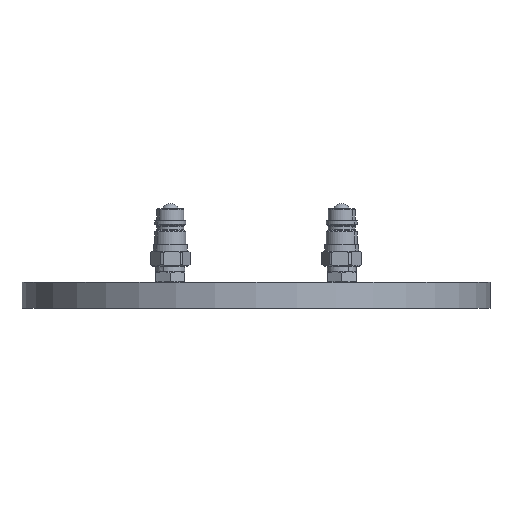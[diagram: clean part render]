
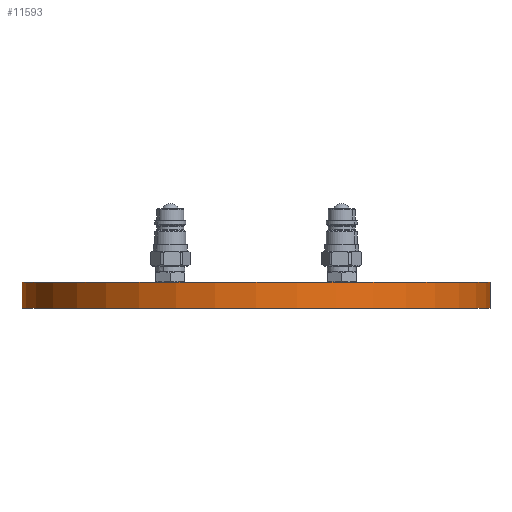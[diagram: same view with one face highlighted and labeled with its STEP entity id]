
A CAD part, front view. The second image highlights one B-rep face of the part: STEP entity #11593.
In plain terms, the highlighted cylindrical face has radius 177.5 mm (diameter 355 mm), a partial arc.
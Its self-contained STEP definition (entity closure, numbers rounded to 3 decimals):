
#45 = CARTESIAN_POINT ( 'NONE',  ( -177.5, 0., 0. ) ) ;
#382 = EDGE_CURVE ( 'NONE', #1581, #694, #6895, .T. ) ;
#489 = ORIENTED_EDGE ( 'NONE', *, *, #3599, .T. ) ;
#551 = EDGE_CURVE ( 'NONE', #694, #11947, #12501, .T. ) ;
#694 = VERTEX_POINT ( 'NONE', #45 ) ;
#1452 = VERTEX_POINT ( 'NONE', #8293 ) ;
#1581 = VERTEX_POINT ( 'NONE', #7333 ) ;
#1982 = EDGE_CURVE ( 'NONE', #1452, #11947, #2776, .T. ) ;
#2060 = CARTESIAN_POINT ( 'NONE',  ( 0., 0., -20. ) ) ;
#2227 = CARTESIAN_POINT ( 'NONE',  ( 177.5, 0., 0. ) ) ;
#2231 = AXIS2_PLACEMENT_3D ( 'NONE', #2060, #10022, #10978 ) ;
#2776 = LINE ( 'NONE', #12714, #11661 ) ;
#3232 = FACE_OUTER_BOUND ( 'NONE', #9073, .T. ) ;
#3599 = EDGE_CURVE ( 'NONE', #1581, #1452, #7738, .T. ) ;
#3648 = DIRECTION ( 'NONE',  ( 1., 0., 0. ) ) ;
#3793 = ORIENTED_EDGE ( 'NONE', *, *, #551, .F. ) ;
#4421 = AXIS2_PLACEMENT_3D ( 'NONE', #5139, #5211, #8615 ) ;
#5139 = CARTESIAN_POINT ( 'NONE',  ( 0., 0., 0. ) ) ;
#5211 = DIRECTION ( 'NONE',  ( 0., 0., 1. ) ) ;
#6895 = LINE ( 'NONE', #11373, #9490 ) ;
#7201 = DIRECTION ( 'NONE',  ( 0., 0., 1. ) ) ;
#7237 = ORIENTED_EDGE ( 'NONE', *, *, #1982, .T. ) ;
#7333 = CARTESIAN_POINT ( 'NONE',  ( -177.5, 0., -20. ) ) ;
#7738 = CIRCLE ( 'NONE', #9594, 177.5 ) ;
#8293 = CARTESIAN_POINT ( 'NONE',  ( 177.5, 0., -20. ) ) ;
#8615 = DIRECTION ( 'NONE',  ( 1., 0., 0. ) ) ;
#9073 = EDGE_LOOP ( 'NONE', ( #11439, #489, #7237, #3793 ) ) ;
#9490 = VECTOR ( 'NONE', #10144, 1000. ) ;
#9594 = AXIS2_PLACEMENT_3D ( 'NONE', #12553, #7201, #3648 ) ;
#10022 = DIRECTION ( 'NONE',  ( 0., 0., 1. ) ) ;
#10144 = DIRECTION ( 'NONE',  ( 0., 0., 1. ) ) ;
#10913 = CYLINDRICAL_SURFACE ( 'NONE', #2231, 177.5 ) ;
#10978 = DIRECTION ( 'NONE',  ( 1., 0., 0. ) ) ;
#11373 = CARTESIAN_POINT ( 'NONE',  ( -177.5, 0., -20. ) ) ;
#11439 = ORIENTED_EDGE ( 'NONE', *, *, #382, .F. ) ;
#11593 = ADVANCED_FACE ( 'NONE', ( #3232 ), #10913, .T. ) ;
#11661 = VECTOR ( 'NONE', #12563, 1000. ) ;
#11947 = VERTEX_POINT ( 'NONE', #2227 ) ;
#12501 = CIRCLE ( 'NONE', #4421, 177.5 ) ;
#12553 = CARTESIAN_POINT ( 'NONE',  ( 0., 0., -20. ) ) ;
#12563 = DIRECTION ( 'NONE',  ( 0., 0., 1. ) ) ;
#12714 = CARTESIAN_POINT ( 'NONE',  ( 177.5, 0., -20. ) ) ;
